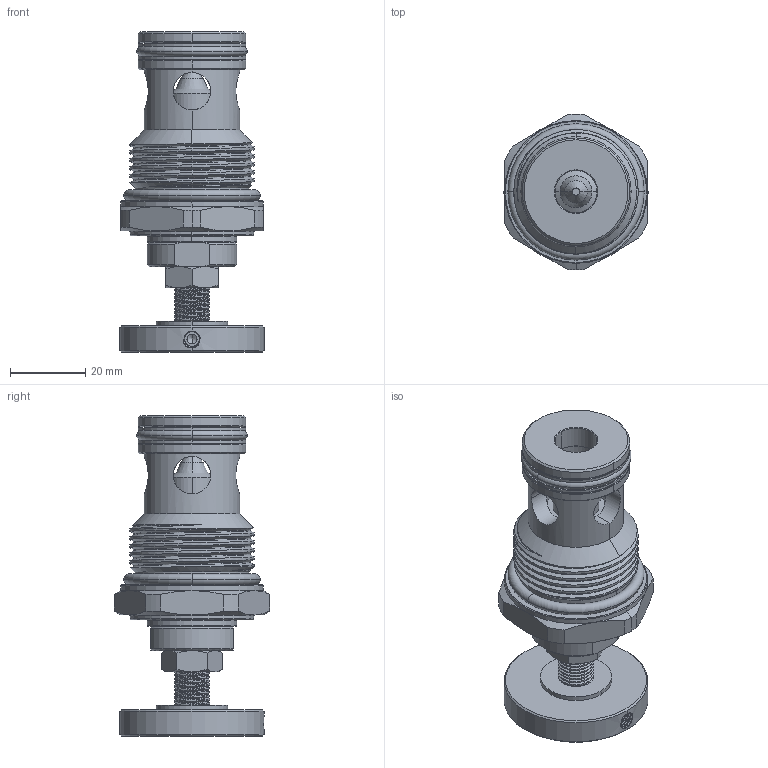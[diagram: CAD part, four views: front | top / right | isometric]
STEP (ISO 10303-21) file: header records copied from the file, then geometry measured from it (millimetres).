
FILE_DESCRIPTION (( 'STEP AP203' ), '1' );
FILE_NAME ('NV16W20-E.STEP', '2016-07-05T07:16:24', ( '' ), ( '' ), 'SwSTEP 2.0', 'SolidWorks 2012', '' );
FILE_SCHEMA (( 'CONFIG_CONTROL_DESIGN' ));
Length unit declared in the file: millimetre
Products named in the file (1): NV16W20-E
Bounding box: 38.4 x 41.5 x 85.25 mm (x, y, z)
Volume: 49792.4 mm3; surface area: 18181.4 mm2
Topology: 7 solids, 7 shells, 335 faces, 853 edges, 534 vertices
Faces by surface type: cylinder 161, plane 72, cone 67, torus 26, bspline 9
Entity records: 21689 total; most frequent: CARTESIAN_POINT 14190, ORIENTED_EDGE 1698, DIRECTION 1431, EDGE_CURVE 849, AXIS2_PLACEMENT_3D 568, VERTEX_POINT 534, EDGE_LOOP 361, FACE_OUTER_BOUND 335
